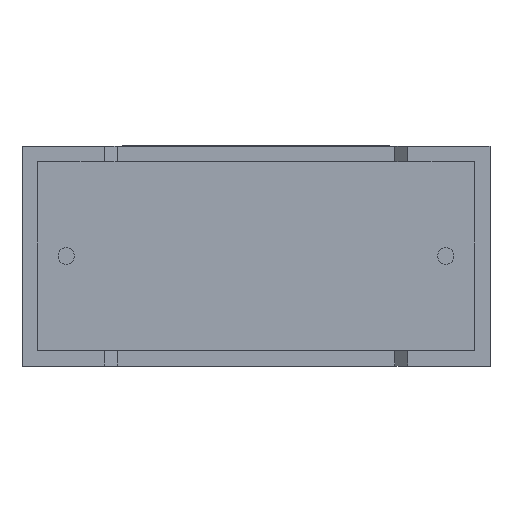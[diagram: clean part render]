
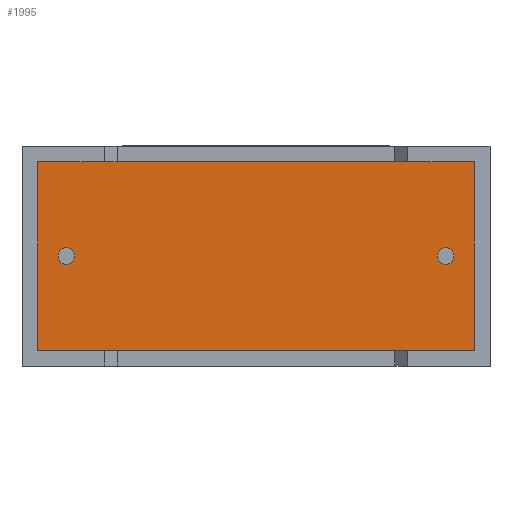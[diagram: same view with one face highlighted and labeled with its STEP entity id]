
A CAD part, front view. The second image highlights one B-rep face of the part: STEP entity #1995.
In plain terms, the highlighted planar face has unit normal (0, -1, 0).
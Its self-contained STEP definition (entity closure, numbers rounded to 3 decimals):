
#5 = VERTEX_POINT ( 'NONE', #2772 ) ;
#33 = ORIENTED_EDGE ( 'NONE', *, *, #385, .F. ) ;
#44 = AXIS2_PLACEMENT_3D ( 'NONE', #2630, #1432, #2845 ) ;
#94 = DIRECTION ( 'NONE',  ( 0., -1., 0. ) ) ;
#194 = CARTESIAN_POINT ( 'NONE',  ( 17.883, 0.75, 0.617 ) ) ;
#239 = DIRECTION ( 'NONE',  ( 0., 0., -1. ) ) ;
#253 = ORIENTED_EDGE ( 'NONE', *, *, #1901, .T. ) ;
#286 = FACE_BOUND ( 'NONE', #977, .T. ) ;
#385 = EDGE_CURVE ( 'NONE', #2708, #5, #847, .T. ) ;
#431 = EDGE_LOOP ( 'NONE', ( #1061, #2743, #253, #2403 ) ) ;
#444 = LINE ( 'NONE', #194, #2562 ) ;
#468 = CARTESIAN_POINT ( 'NONE',  ( 1.75, 0.75, 4.025 ) ) ;
#518 = ORIENTED_EDGE ( 'NONE', *, *, #2537, .F. ) ;
#541 = CARTESIAN_POINT ( 'NONE',  ( 1.75, 0.75, 4.35 ) ) ;
#545 = CARTESIAN_POINT ( 'NONE',  ( 0.617, 0.75, 0.617 ) ) ;
#575 = CARTESIAN_POINT ( 'NONE',  ( 16.75, 0.75, 4.675 ) ) ;
#580 = LINE ( 'NONE', #1532, #1455 ) ;
#593 = VERTEX_POINT ( 'NONE', #468 ) ;
#649 = DIRECTION ( 'NONE',  ( 0., -1., 0. ) ) ;
#678 = CARTESIAN_POINT ( 'NONE',  ( 0.617, 0.75, 8.083 ) ) ;
#751 = AXIS2_PLACEMENT_3D ( 'NONE', #541, #94, #2408 ) ;
#800 = VECTOR ( 'NONE', #239, 1000. ) ;
#847 = CIRCLE ( 'NONE', #2604, 0.325 ) ;
#976 = FACE_OUTER_BOUND ( 'NONE', #431, .T. ) ;
#977 = EDGE_LOOP ( 'NONE', ( #518, #1621 ) ) ;
#1061 = ORIENTED_EDGE ( 'NONE', *, *, #2083, .T. ) ;
#1106 = VERTEX_POINT ( 'NONE', #1863 ) ;
#1125 = VERTEX_POINT ( 'NONE', #1639 ) ;
#1208 = CARTESIAN_POINT ( 'NONE',  ( 17.883, 0.75, 8.083 ) ) ;
#1255 = DIRECTION ( 'NONE',  ( 1., 0., 0. ) ) ;
#1342 = EDGE_CURVE ( 'NONE', #593, #1125, #1887, .T. ) ;
#1392 = VERTEX_POINT ( 'NONE', #1208 ) ;
#1410 = DIRECTION ( 'NONE',  ( 0., -1., 0. ) ) ;
#1432 = DIRECTION ( 'NONE',  ( 0., -1., 0. ) ) ;
#1455 = VECTOR ( 'NONE', #1947, 1000. ) ;
#1467 = FACE_BOUND ( 'NONE', #2262, .T. ) ;
#1532 = CARTESIAN_POINT ( 'NONE',  ( 17.883, 0.75, 8.083 ) ) ;
#1600 = DIRECTION ( 'NONE',  ( 0., 0., -1. ) ) ;
#1601 = CARTESIAN_POINT ( 'NONE',  ( 1.75, 0.75, 4.35 ) ) ;
#1621 = ORIENTED_EDGE ( 'NONE', *, *, #1342, .F. ) ;
#1629 = DIRECTION ( 'NONE',  ( 0., 0., 1. ) ) ;
#1639 = CARTESIAN_POINT ( 'NONE',  ( 1.75, 0.75, 4.675 ) ) ;
#1697 = VECTOR ( 'NONE', #1255, 1000. ) ;
#1811 = DIRECTION ( 'NONE',  ( 0., 0., -1. ) ) ;
#1863 = CARTESIAN_POINT ( 'NONE',  ( 17.883, 0.75, 0.617 ) ) ;
#1887 = CIRCLE ( 'NONE', #2612, 0.325 ) ;
#1891 = PLANE ( 'NONE',  #44 ) ;
#1901 = EDGE_CURVE ( 'NONE', #1106, #1392, #444, .T. ) ;
#1934 = CIRCLE ( 'NONE', #3008, 0.325 ) ;
#1947 = DIRECTION ( 'NONE',  ( -1., 0., 0. ) ) ;
#1958 = CARTESIAN_POINT ( 'NONE',  ( 0.617, 0.75, 0.617 ) ) ;
#1995 = ADVANCED_FACE ( 'NONE', ( #1467, #976, #286 ), #1891, .T. ) ;
#2083 = EDGE_CURVE ( 'NONE', #2230, #2733, #2823, .T. ) ;
#2091 = DIRECTION ( 'NONE',  ( 0., 0., -1. ) ) ;
#2230 = VERTEX_POINT ( 'NONE', #678 ) ;
#2262 = EDGE_LOOP ( 'NONE', ( #33, #2960 ) ) ;
#2353 = CARTESIAN_POINT ( 'NONE',  ( 0.617, 0.75, 8.083 ) ) ;
#2403 = ORIENTED_EDGE ( 'NONE', *, *, #2883, .T. ) ;
#2408 = DIRECTION ( 'NONE',  ( 0., 0., -1. ) ) ;
#2537 = EDGE_CURVE ( 'NONE', #1125, #593, #2712, .T. ) ;
#2562 = VECTOR ( 'NONE', #1629, 1000. ) ;
#2566 = CARTESIAN_POINT ( 'NONE',  ( 16.75, 0.75, 4.35 ) ) ;
#2573 = CARTESIAN_POINT ( 'NONE',  ( 16.75, 0.75, 4.35 ) ) ;
#2604 = AXIS2_PLACEMENT_3D ( 'NONE', #2573, #649, #1600 ) ;
#2612 = AXIS2_PLACEMENT_3D ( 'NONE', #1601, #2753, #1811 ) ;
#2630 = CARTESIAN_POINT ( 'NONE',  ( 0., 0.75, 0. ) ) ;
#2641 = LINE ( 'NONE', #1958, #1697 ) ;
#2661 = EDGE_CURVE ( 'NONE', #5, #2708, #1934, .T. ) ;
#2708 = VERTEX_POINT ( 'NONE', #575 ) ;
#2712 = CIRCLE ( 'NONE', #751, 0.325 ) ;
#2733 = VERTEX_POINT ( 'NONE', #545 ) ;
#2743 = ORIENTED_EDGE ( 'NONE', *, *, #2762, .T. ) ;
#2753 = DIRECTION ( 'NONE',  ( 0., -1., 0. ) ) ;
#2762 = EDGE_CURVE ( 'NONE', #2733, #1106, #2641, .T. ) ;
#2772 = CARTESIAN_POINT ( 'NONE',  ( 16.75, 0.75, 4.025 ) ) ;
#2823 = LINE ( 'NONE', #2353, #800 ) ;
#2845 = DIRECTION ( 'NONE',  ( 0., 0., -1. ) ) ;
#2883 = EDGE_CURVE ( 'NONE', #1392, #2230, #580, .T. ) ;
#2960 = ORIENTED_EDGE ( 'NONE', *, *, #2661, .F. ) ;
#3008 = AXIS2_PLACEMENT_3D ( 'NONE', #2566, #1410, #2091 ) ;
